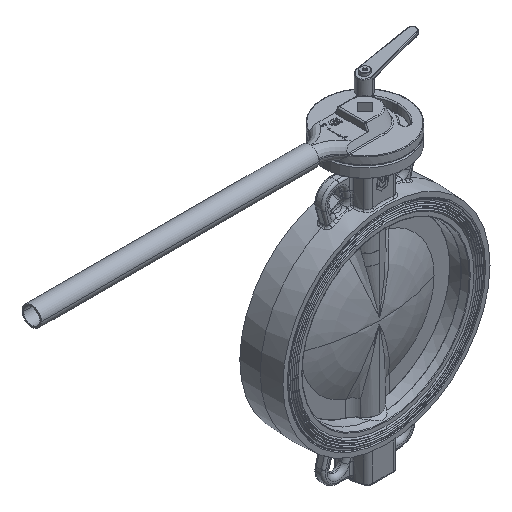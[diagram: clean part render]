
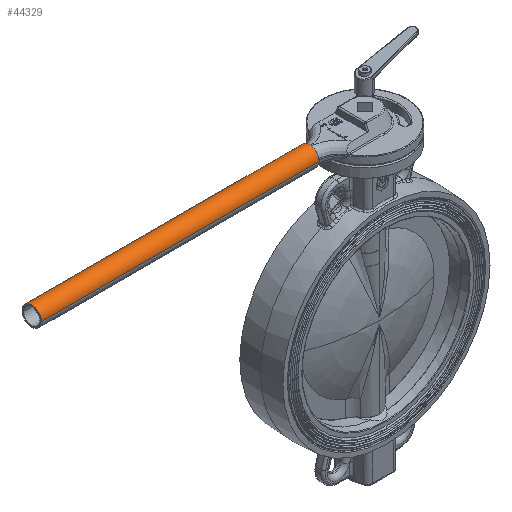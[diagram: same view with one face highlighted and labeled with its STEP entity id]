
A CAD part, isometric view. The second image highlights one B-rep face of the part: STEP entity #44329.
In plain terms, the highlighted cylindrical face has radius 17.5 mm (diameter 35 mm), a partial arc.
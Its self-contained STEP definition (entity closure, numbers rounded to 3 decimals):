
#43939=CARTESIAN_POINT('',(-100.,-17.5,294.25));
#43940=VERTEX_POINT('',#43939);
#43941=CARTESIAN_POINT('',(-100.,17.5,294.25));
#43942=VERTEX_POINT('',#43941);
#43950=CARTESIAN_POINT('',(-600.,-17.5,294.25));
#43951=VERTEX_POINT('',#43950);
#43952=CARTESIAN_POINT('',(-100.,-17.5,294.25));
#43953=DIRECTION('',(-1.,-0.,0.));
#43954=VECTOR('',#43953,500.);
#43955=LINE('',#43952,#43954);
#43956=EDGE_CURVE('NONE',#43940,#43951,#43955,.T.);
#43958=CARTESIAN_POINT('',(-600.,17.5,294.25));
#43959=VERTEX_POINT('',#43958);
#43967=CARTESIAN_POINT('',(-100.,17.5,294.25));
#43968=DIRECTION('',(-1.,-0.,0.));
#43969=VECTOR('',#43968,500.);
#43970=LINE('',#43967,#43969);
#43971=EDGE_CURVE('NONE',#43942,#43959,#43970,.T.);
#44306=CARTESIAN_POINT('',(-100.,-0.,294.25));
#44307=DIRECTION('',(-1.,-0.,0.));
#44308=DIRECTION('',(-0.,1.,0.));
#44309=AXIS2_PLACEMENT_3D('',#44306,#44307,#44308);
#44310=CYLINDRICAL_SURFACE('',#44309,17.5);
#44311=ORIENTED_EDGE('',*,*,#43956,.F.);
#44312=CARTESIAN_POINT('',(-100.,-0.,294.25));
#44313=DIRECTION('',(1.,0.,-0.));
#44314=DIRECTION('',(-0.,1.,0.));
#44315=AXIS2_PLACEMENT_3D('',#44312,#44313,#44314);
#44316=CIRCLE('',#44315,17.5);
#44317=EDGE_CURVE('NONE',#43942,#43940,#44316,.T.);
#44318=ORIENTED_EDGE('',*,*,#44317,.F.);
#44319=ORIENTED_EDGE('',*,*,#43971,.T.);
#44320=CARTESIAN_POINT('',(-600.,-0.,294.25));
#44321=DIRECTION('',(-1.,-0.,0.));
#44322=DIRECTION('',(-0.,1.,0.));
#44323=AXIS2_PLACEMENT_3D('',#44320,#44321,#44322);
#44324=CIRCLE('',#44323,17.5);
#44325=EDGE_CURVE('NONE',#43951,#43959,#44324,.T.);
#44326=ORIENTED_EDGE('',*,*,#44325,.F.);
#44327=EDGE_LOOP('',(#44311,#44318,#44319,#44326));
#44328=FACE_BOUND('',#44327,.T.);
#44329=ADVANCED_FACE('NONE',(#44328),#44310,.T.);
